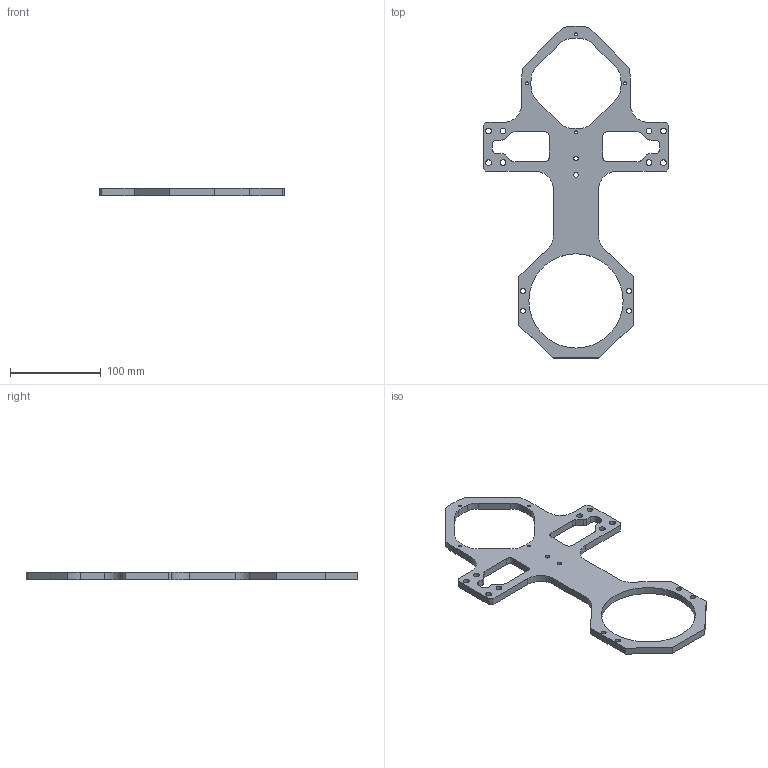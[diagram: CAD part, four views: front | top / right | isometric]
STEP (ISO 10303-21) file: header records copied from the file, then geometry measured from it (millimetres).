
FILE_DESCRIPTION (( 'STEP AP214' ), '1' );
FILE_NAME ('AV2_P1_USI_CH001.STEP', '2021-01-18T14:30:34', ( '' ), ( '' ), 'SwSTEP 2.0', 'SolidWorks 2016', '' );
FILE_SCHEMA (( 'AUTOMOTIVE_DESIGN' ));
Length unit declared in the file: millimetre
Products named in the file (1): AV2_P1_USI_CH001
Bounding box: 205 x 366.31 x 8 mm (x, y, z)
Volume: 157519.9 mm3; surface area: 58424.8 mm2
Topology: 1 solids, 1 shells, 121 faces, 357 edges, 238 vertices
Faces by surface type: cylinder 76, plane 45
Entity records: 4225 total; most frequent: DIRECTION 753, CARTESIAN_POINT 717, ORIENTED_EDGE 714, EDGE_CURVE 357, AXIS2_PLACEMENT_3D 274, VERTEX_POINT 238, LINE 205, VECTOR 205
